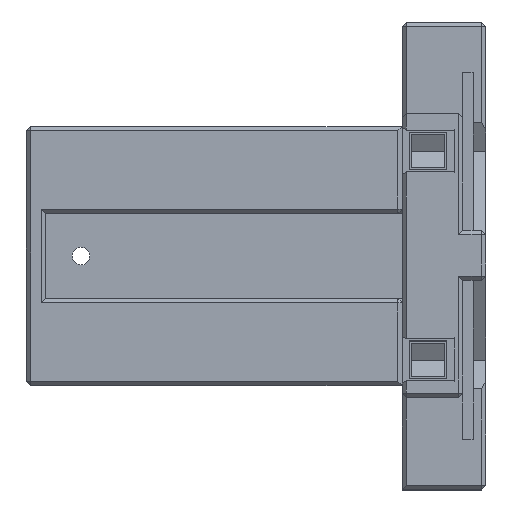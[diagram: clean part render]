
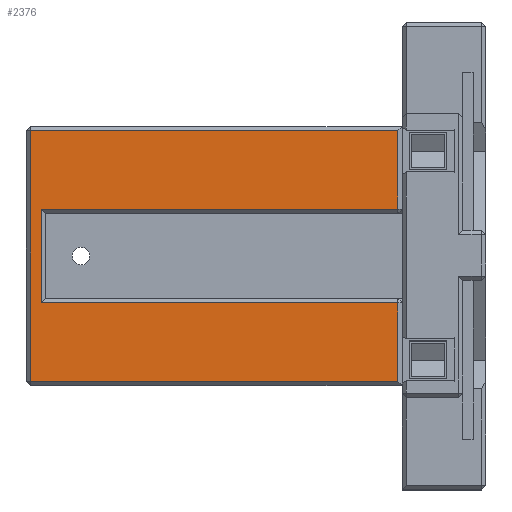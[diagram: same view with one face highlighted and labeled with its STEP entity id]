
A CAD part, top view. The second image highlights one B-rep face of the part: STEP entity #2376.
In plain terms, the highlighted planar face has unit normal (0, 0, 1).
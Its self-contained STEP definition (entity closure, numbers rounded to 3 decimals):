
#81=PLANE('',#2526);
#211=FACE_OUTER_BOUND('',#349,.T.);
#349=EDGE_LOOP('',(#1919,#1920,#1921,#1922,#1923,#1924,#1925,#1926));
#450=LINE('',#3256,#776);
#458=LINE('',#3272,#784);
#462=LINE('',#3279,#788);
#466=LINE('',#3288,#792);
#603=LINE('',#3558,#929);
#613=LINE('',#3579,#939);
#616=LINE('',#3585,#942);
#618=LINE('',#3588,#944);
#776=VECTOR('',#2638,10.);
#784=VECTOR('',#2652,10.);
#788=VECTOR('',#2658,10.);
#792=VECTOR('',#2668,10.);
#929=VECTOR('',#2871,10.);
#939=VECTOR('',#2889,10.);
#942=VECTOR('',#2894,10.);
#944=VECTOR('',#2898,10.);
#1107=VERTEX_POINT('',#3241);
#1112=VERTEX_POINT('',#3254);
#1114=VERTEX_POINT('',#3260);
#1118=VERTEX_POINT('',#3275);
#1121=VERTEX_POINT('',#3287);
#1219=VERTEX_POINT('',#3550);
#1228=VERTEX_POINT('',#3578);
#1230=VERTEX_POINT('',#3584);
#1321=EDGE_CURVE('',#1112,#1107,#450,.T.);
#1329=EDGE_CURVE('',#1107,#1114,#458,.T.);
#1333=EDGE_CURVE('',#1114,#1118,#462,.T.);
#1337=EDGE_CURVE('',#1118,#1121,#466,.T.);
#1474=EDGE_CURVE('',#1219,#1112,#603,.T.);
#1484=EDGE_CURVE('',#1121,#1228,#613,.T.);
#1487=EDGE_CURVE('',#1228,#1230,#616,.T.);
#1489=EDGE_CURVE('',#1230,#1219,#618,.T.);
#1919=ORIENTED_EDGE('',*,*,#1321,.F.);
#1920=ORIENTED_EDGE('',*,*,#1474,.F.);
#1921=ORIENTED_EDGE('',*,*,#1489,.F.);
#1922=ORIENTED_EDGE('',*,*,#1487,.F.);
#1923=ORIENTED_EDGE('',*,*,#1484,.F.);
#1924=ORIENTED_EDGE('',*,*,#1337,.F.);
#1925=ORIENTED_EDGE('',*,*,#1333,.F.);
#1926=ORIENTED_EDGE('',*,*,#1329,.F.);
#2376=ADVANCED_FACE('',(#211),#81,.T.);
#2526=AXIS2_PLACEMENT_3D('',#3594,#2906,#2907);
#2638=DIRECTION('',(-1.,0.,0.));
#2652=DIRECTION('',(0.,1.,0.));
#2658=DIRECTION('',(1.,0.,0.));
#2668=DIRECTION('',(0.,-1.,0.));
#2871=DIRECTION('',(0.,-1.,0.));
#2889=DIRECTION('',(-1.,0.,0.));
#2894=DIRECTION('',(0.,-1.,0.));
#2898=DIRECTION('',(1.,0.,0.));
#2906=DIRECTION('center_axis',(0.,0.,1.));
#2907=DIRECTION('ref_axis',(1.,0.,0.));
#3241=CARTESIAN_POINT('',(-89.,-24.,30.));
#3254=CARTESIAN_POINT('',(-1.,-24.,30.));
#3256=CARTESIAN_POINT('',(-67.5,-24.,30.));
#3260=CARTESIAN_POINT('',(-89.,36.,30.));
#3272=CARTESIAN_POINT('',(-89.,21.5,30.));
#3275=CARTESIAN_POINT('',(-1.,36.,30.));
#3279=CARTESIAN_POINT('',(-22.5,36.,30.));
#3287=CARTESIAN_POINT('',(-1.,17.25,30.));
#3288=CARTESIAN_POINT('',(-1.,6.,30.));
#3550=CARTESIAN_POINT('',(-1.,-5.25,30.));
#3558=CARTESIAN_POINT('',(-1.,6.,30.));
#3578=CARTESIAN_POINT('',(-86.5,17.25,30.));
#3579=CARTESIAN_POINT('',(-65.25,17.25,30.));
#3584=CARTESIAN_POINT('',(-86.5,-5.25,30.));
#3585=CARTESIAN_POINT('',(-86.5,0.875,30.));
#3588=CARTESIAN_POINT('',(-12.5,-5.25,30.));
#3594=CARTESIAN_POINT('Origin',(-45.,6.,30.));
